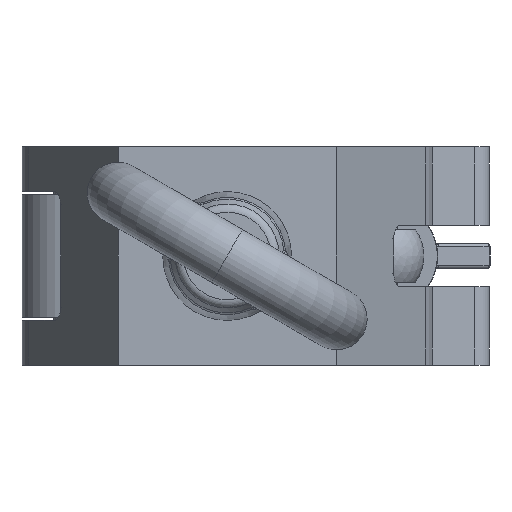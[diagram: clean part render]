
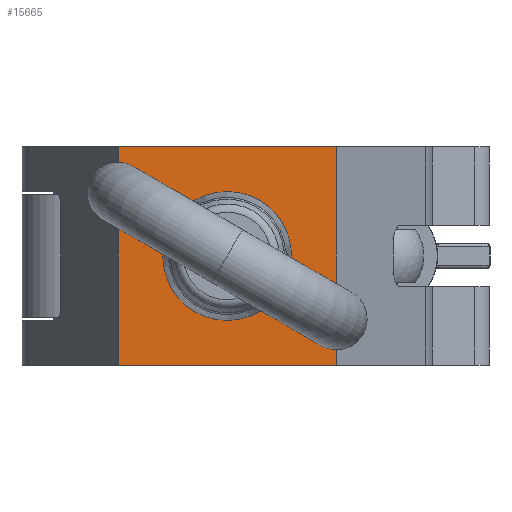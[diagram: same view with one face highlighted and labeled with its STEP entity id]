
A CAD part, front view. The second image highlights one B-rep face of the part: STEP entity #15665.
In plain terms, the highlighted planar face has unit normal (0, -1, 0).
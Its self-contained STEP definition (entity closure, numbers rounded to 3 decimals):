
#367 = VERTEX_POINT ( 'NONE', #1727 ) ;
#849 = CIRCLE ( 'NONE', #1000, 6.35 ) ;
#1000 = AXIS2_PLACEMENT_3D ( 'NONE', #9996, #9862, #6969 ) ;
#1485 = EDGE_LOOP ( 'NONE', ( #11132, #5976 ) ) ;
#1572 = CARTESIAN_POINT ( 'NONE',  ( 0., 0., -6.35 ) ) ;
#1727 = CARTESIAN_POINT ( 'NONE',  ( -25., 0., -25. ) ) ;
#1995 = ORIENTED_EDGE ( 'NONE', *, *, #2822, .T. ) ;
#2123 = EDGE_LOOP ( 'NONE', ( #4730, #3156, #2955, #1995 ) ) ;
#2421 = EDGE_CURVE ( 'NONE', #11680, #12170, #849, .T. ) ;
#2703 = FACE_OUTER_BOUND ( 'NONE', #2123, .T. ) ;
#2822 = EDGE_CURVE ( 'NONE', #13093, #367, #7414, .T. ) ;
#2955 = ORIENTED_EDGE ( 'NONE', *, *, #10465, .F. ) ;
#3038 = CIRCLE ( 'NONE', #11787, 6.35 ) ;
#3156 = ORIENTED_EDGE ( 'NONE', *, *, #15516, .F. ) ;
#3587 = EDGE_CURVE ( 'NONE', #12170, #11680, #3038, .T. ) ;
#4270 = LINE ( 'NONE', #9386, #13920 ) ;
#4730 = ORIENTED_EDGE ( 'NONE', *, *, #12107, .T. ) ;
#4871 = CARTESIAN_POINT ( 'NONE',  ( 25., 0., -25. ) ) ;
#5976 = ORIENTED_EDGE ( 'NONE', *, *, #3587, .T. ) ;
#6394 = VERTEX_POINT ( 'NONE', #4871 ) ;
#6969 = DIRECTION ( 'NONE',  ( 0., 0., 1. ) ) ;
#7307 = CARTESIAN_POINT ( 'NONE',  ( -25., 0., 25. ) ) ;
#7414 = LINE ( 'NONE', #7307, #7930 ) ;
#7930 = VECTOR ( 'NONE', #8312, 1000. ) ;
#7932 = AXIS2_PLACEMENT_3D ( 'NONE', #16279, #16303, #16501 ) ;
#7953 = CARTESIAN_POINT ( 'NONE',  ( -25., 0., -25. ) ) ;
#8014 = DIRECTION ( 'NONE',  ( 1., 0., 0. ) ) ;
#8312 = DIRECTION ( 'NONE',  ( 0., 0., -1. ) ) ;
#8354 = VERTEX_POINT ( 'NONE', #16580 ) ;
#8723 = FACE_BOUND ( 'NONE', #1485, .T. ) ;
#9325 = VECTOR ( 'NONE', #14731, 1000. ) ;
#9386 = CARTESIAN_POINT ( 'NONE',  ( 25., 0., 25. ) ) ;
#9520 = CARTESIAN_POINT ( 'NONE',  ( -25., 0., 25. ) ) ;
#9862 = DIRECTION ( 'NONE',  ( 0., 1., 0. ) ) ;
#9996 = CARTESIAN_POINT ( 'NONE',  ( 0., 0., 0. ) ) ;
#10290 = DIRECTION ( 'NONE',  ( 0., 0., -1. ) ) ;
#10401 = LINE ( 'NONE', #7953, #12182 ) ;
#10465 = EDGE_CURVE ( 'NONE', #13093, #8354, #12866, .T. ) ;
#10998 = DIRECTION ( 'NONE',  ( 0., 0., 1. ) ) ;
#11000 = DIRECTION ( 'NONE',  ( 0., 1., 0. ) ) ;
#11033 = CARTESIAN_POINT ( 'NONE',  ( 0., 0., 0. ) ) ;
#11132 = ORIENTED_EDGE ( 'NONE', *, *, #2421, .T. ) ;
#11680 = VERTEX_POINT ( 'NONE', #13031 ) ;
#11787 = AXIS2_PLACEMENT_3D ( 'NONE', #11033, #11000, #10998 ) ;
#12107 = EDGE_CURVE ( 'NONE', #367, #6394, #10401, .T. ) ;
#12170 = VERTEX_POINT ( 'NONE', #1572 ) ;
#12182 = VECTOR ( 'NONE', #8014, 1000. ) ;
#12866 = LINE ( 'NONE', #14737, #9325 ) ;
#13031 = CARTESIAN_POINT ( 'NONE',  ( 0., 0., 6.35 ) ) ;
#13093 = VERTEX_POINT ( 'NONE', #9520 ) ;
#13920 = VECTOR ( 'NONE', #10290, 1000. ) ;
#14731 = DIRECTION ( 'NONE',  ( 1., 0., 0. ) ) ;
#14737 = CARTESIAN_POINT ( 'NONE',  ( -25., 0., 25. ) ) ;
#15344 = PLANE ( 'NONE',  #7932 ) ;
#15516 = EDGE_CURVE ( 'NONE', #8354, #6394, #4270, .T. ) ;
#15665 = ADVANCED_FACE ( 'NONE', ( #8723, #2703 ), #15344, .F. ) ;
#16279 = CARTESIAN_POINT ( 'NONE',  ( -25., 0., 25. ) ) ;
#16303 = DIRECTION ( 'NONE',  ( 0., 1., 0. ) ) ;
#16501 = DIRECTION ( 'NONE',  ( 0., 0., 1. ) ) ;
#16580 = CARTESIAN_POINT ( 'NONE',  ( 25., 0., 25. ) ) ;
